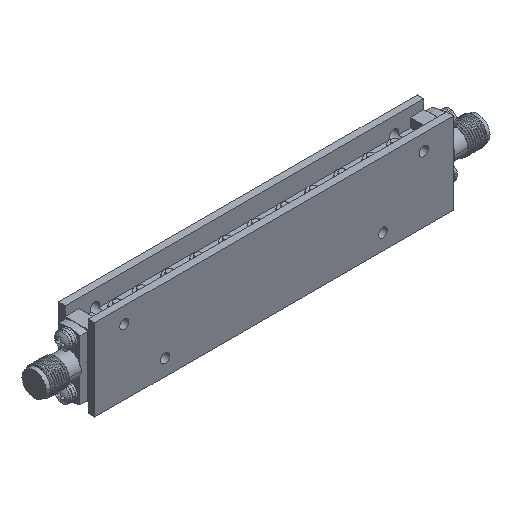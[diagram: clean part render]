
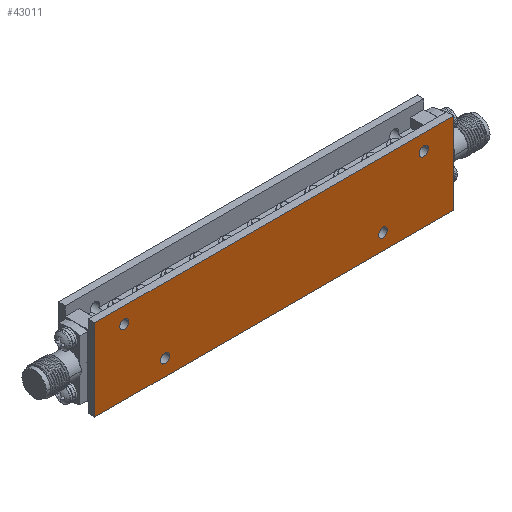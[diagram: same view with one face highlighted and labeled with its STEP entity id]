
A CAD part, isometric view. The second image highlights one B-rep face of the part: STEP entity #43011.
In plain terms, the highlighted planar face has unit normal (0, -1, 0).
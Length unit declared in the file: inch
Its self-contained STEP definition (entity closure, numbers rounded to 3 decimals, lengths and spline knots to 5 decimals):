
#282 = ORIENTED_EDGE ( 'NONE', *, *, #18974, .T. ) ;
#566 = CIRCLE ( 'NONE', #39789, 0.03937 ) ;
#734 = DIRECTION ( 'NONE',  ( 0., -1., 0. ) ) ;
#2270 = CARTESIAN_POINT ( 'NONE',  ( 1.55512, -0.15748, 0.35433 ) ) ;
#2406 = AXIS2_PLACEMENT_3D ( 'NONE', #7579, #21726, #14525 ) ;
#2655 = PLANE ( 'NONE',  #7879 ) ;
#2758 = ORIENTED_EDGE ( 'NONE', *, *, #18829, .T. ) ;
#2892 = FACE_BOUND ( 'NONE', #33337, .T. ) ;
#3122 = FACE_OUTER_BOUND ( 'NONE', #26621, .T. ) ;
#4177 = AXIS2_PLACEMENT_3D ( 'NONE', #26761, #31090, #33923 ) ;
#4661 = EDGE_CURVE ( 'NONE', #11292, #24528, #34469, .T. ) ;
#5252 = VERTEX_POINT ( 'NONE', #2270 ) ;
#5742 = DIRECTION ( 'NONE',  ( 0., 0., -1. ) ) ;
#6530 = VERTEX_POINT ( 'NONE', #41936 ) ;
#6605 = DIRECTION ( 'NONE',  ( 1., 0., 0. ) ) ;
#6608 = EDGE_CURVE ( 'NONE', #23457, #44921, #23956, .T. ) ;
#7579 = CARTESIAN_POINT ( 'NONE',  ( -1.29921, -0.15748, 0.21654 ) ) ;
#7666 = ORIENTED_EDGE ( 'NONE', *, *, #35711, .T. ) ;
#7827 = EDGE_CURVE ( 'NONE', #6530, #33794, #35167, .T. ) ;
#7879 = AXIS2_PLACEMENT_3D ( 'NONE', #9615, #24266, #6605 ) ;
#8430 = LINE ( 'NONE', #16083, #13623 ) ;
#9147 = CARTESIAN_POINT ( 'NONE',  ( -1.33858, -0.15748, 0.21654 ) ) ;
#9157 = DIRECTION ( 'NONE',  ( 1., 0., 0. ) ) ;
#9300 = VERTEX_POINT ( 'NONE', #40078 ) ;
#9615 = CARTESIAN_POINT ( 'NONE',  ( 0., -0.15748, 0. ) ) ;
#9854 = FACE_BOUND ( 'NONE', #23069, .T. ) ;
#9857 = CARTESIAN_POINT ( 'NONE',  ( 1.33858, -0.15748, 0.21654 ) ) ;
#9925 = VECTOR ( 'NONE', #41612, 39.37008 ) ;
#9928 = DIRECTION ( 'NONE',  ( 0., -1., 0. ) ) ;
#11292 = VERTEX_POINT ( 'NONE', #25926 ) ;
#11734 = DIRECTION ( 'NONE',  ( -1., 0., 0. ) ) ;
#11905 = LINE ( 'NONE', #12600, #18119 ) ;
#12600 = CARTESIAN_POINT ( 'NONE',  ( -1.55512, -0.15748, -0.35433 ) ) ;
#12836 = DIRECTION ( 'NONE',  ( -1., 0., 0. ) ) ;
#13552 = LINE ( 'NONE', #38592, #9925 ) ;
#13623 = VECTOR ( 'NONE', #12836, 39.37008 ) ;
#13629 = CARTESIAN_POINT ( 'NONE',  ( 1.29921, -0.15748, 0.21654 ) ) ;
#13653 = DIRECTION ( 'NONE',  ( 0., -1., 0. ) ) ;
#14477 = AXIS2_PLACEMENT_3D ( 'NONE', #43939, #39983, #26332 ) ;
#14525 = DIRECTION ( 'NONE',  ( 1., 0., 0. ) ) ;
#14938 = EDGE_CURVE ( 'NONE', #33794, #6530, #566, .T. ) ;
#15255 = EDGE_LOOP ( 'NONE', ( #17366, #24963 ) ) ;
#15652 = ORIENTED_EDGE ( 'NONE', *, *, #22122, .T. ) ;
#16083 = CARTESIAN_POINT ( 'NONE',  ( 1.55512, -0.15748, 0.35433 ) ) ;
#16948 = AXIS2_PLACEMENT_3D ( 'NONE', #33300, #44653, #9157 ) ;
#16995 = CARTESIAN_POINT ( 'NONE',  ( 0.94488, -0.15748, -0.21654 ) ) ;
#17366 = ORIENTED_EDGE ( 'NONE', *, *, #6608, .F. ) ;
#18119 = VECTOR ( 'NONE', #37170, 39.37008 ) ;
#18227 = AXIS2_PLACEMENT_3D ( 'NONE', #16995, #734, #40149 ) ;
#18284 = CARTESIAN_POINT ( 'NONE',  ( -1.25984, -0.15748, 0.21654 ) ) ;
#18712 = DIRECTION ( 'NONE',  ( 0., -1., 0. ) ) ;
#18829 = EDGE_CURVE ( 'NONE', #32378, #5252, #13552, .T. ) ;
#18974 = EDGE_CURVE ( 'NONE', #5252, #9300, #8430, .T. ) ;
#19898 = LINE ( 'NONE', #38410, #37432 ) ;
#21710 = AXIS2_PLACEMENT_3D ( 'NONE', #45433, #13653, #38468 ) ;
#21726 = DIRECTION ( 'NONE',  ( 0., -1., 0. ) ) ;
#22122 = EDGE_CURVE ( 'NONE', #29683, #32378, #11905, .T. ) ;
#23069 = EDGE_LOOP ( 'NONE', ( #44579, #28991 ) ) ;
#23457 = VERTEX_POINT ( 'NONE', #9147 ) ;
#23956 = CIRCLE ( 'NONE', #21710, 0.03937 ) ;
#24266 = DIRECTION ( 'NONE',  ( 0., -1., 0. ) ) ;
#24528 = VERTEX_POINT ( 'NONE', #31498 ) ;
#24823 = AXIS2_PLACEMENT_3D ( 'NONE', #32812, #18712, #11734 ) ;
#24963 = ORIENTED_EDGE ( 'NONE', *, *, #32689, .F. ) ;
#25926 = CARTESIAN_POINT ( 'NONE',  ( 0.98425, -0.15748, -0.21654 ) ) ;
#26332 = DIRECTION ( 'NONE',  ( 1., 0., 0. ) ) ;
#26458 = ORIENTED_EDGE ( 'NONE', *, *, #4661, .F. ) ;
#26616 = EDGE_CURVE ( 'NONE', #24528, #11292, #31532, .T. ) ;
#26621 = EDGE_LOOP ( 'NONE', ( #282, #7666, #15652, #2758 ) ) ;
#26761 = CARTESIAN_POINT ( 'NONE',  ( -0.94488, -0.15748, -0.21654 ) ) ;
#27170 = CIRCLE ( 'NONE', #4177, 0.03937 ) ;
#27802 = DIRECTION ( 'NONE',  ( 1., 0., 0. ) ) ;
#28877 = ORIENTED_EDGE ( 'NONE', *, *, #26616, .F. ) ;
#28991 = ORIENTED_EDGE ( 'NONE', *, *, #14938, .F. ) ;
#29683 = VERTEX_POINT ( 'NONE', #45225 ) ;
#31090 = DIRECTION ( 'NONE',  ( 0., -1., 0. ) ) ;
#31206 = VERTEX_POINT ( 'NONE', #32011 ) ;
#31498 = CARTESIAN_POINT ( 'NONE',  ( 0.90551, -0.15748, -0.21654 ) ) ;
#31532 = CIRCLE ( 'NONE', #18227, 0.03937 ) ;
#31758 = ORIENTED_EDGE ( 'NONE', *, *, #38734, .F. ) ;
#32011 = CARTESIAN_POINT ( 'NONE',  ( -0.98425, -0.15748, -0.21654 ) ) ;
#32378 = VERTEX_POINT ( 'NONE', #40818 ) ;
#32689 = EDGE_CURVE ( 'NONE', #44921, #23457, #34252, .T. ) ;
#32812 = CARTESIAN_POINT ( 'NONE',  ( 1.29921, -0.15748, 0.21654 ) ) ;
#33300 = CARTESIAN_POINT ( 'NONE',  ( -0.94488, -0.15748, -0.21654 ) ) ;
#33337 = EDGE_LOOP ( 'NONE', ( #34288, #31758 ) ) ;
#33794 = VERTEX_POINT ( 'NONE', #9857 ) ;
#33923 = DIRECTION ( 'NONE',  ( -1., 0., 0. ) ) ;
#34252 = CIRCLE ( 'NONE', #2406, 0.03937 ) ;
#34288 = ORIENTED_EDGE ( 'NONE', *, *, #36501, .F. ) ;
#34469 = CIRCLE ( 'NONE', #14477, 0.03937 ) ;
#34891 = FACE_BOUND ( 'NONE', #35700, .T. ) ;
#35167 = CIRCLE ( 'NONE', #24823, 0.03937 ) ;
#35700 = EDGE_LOOP ( 'NONE', ( #28877, #26458 ) ) ;
#35711 = EDGE_CURVE ( 'NONE', #9300, #29683, #19898, .T. ) ;
#36501 = EDGE_CURVE ( 'NONE', #31206, #42899, #27170, .T. ) ;
#37170 = DIRECTION ( 'NONE',  ( 1., 0., 0. ) ) ;
#37432 = VECTOR ( 'NONE', #5742, 39.37008 ) ;
#38369 = FACE_BOUND ( 'NONE', #15255, .T. ) ;
#38410 = CARTESIAN_POINT ( 'NONE',  ( -1.55512, -0.15748, 0.35433 ) ) ;
#38468 = DIRECTION ( 'NONE',  ( -1., 0., 0. ) ) ;
#38592 = CARTESIAN_POINT ( 'NONE',  ( 1.55512, -0.15748, -0.35433 ) ) ;
#38734 = EDGE_CURVE ( 'NONE', #42899, #31206, #39875, .T. ) ;
#39789 = AXIS2_PLACEMENT_3D ( 'NONE', #13629, #9928, #27802 ) ;
#39875 = CIRCLE ( 'NONE', #16948, 0.03937 ) ;
#39983 = DIRECTION ( 'NONE',  ( 0., -1., 0. ) ) ;
#40078 = CARTESIAN_POINT ( 'NONE',  ( -1.55512, -0.15748, 0.35433 ) ) ;
#40149 = DIRECTION ( 'NONE',  ( -1., 0., 0. ) ) ;
#40818 = CARTESIAN_POINT ( 'NONE',  ( 1.55512, -0.15748, -0.35433 ) ) ;
#41166 = CARTESIAN_POINT ( 'NONE',  ( -0.90551, -0.15748, -0.21654 ) ) ;
#41612 = DIRECTION ( 'NONE',  ( 0., 0., 1. ) ) ;
#41936 = CARTESIAN_POINT ( 'NONE',  ( 1.25984, -0.15748, 0.21654 ) ) ;
#42899 = VERTEX_POINT ( 'NONE', #41166 ) ;
#43011 = ADVANCED_FACE ( 'NONE', ( #2892, #34891, #9854, #38369, #3122 ), #2655, .T. ) ;
#43939 = CARTESIAN_POINT ( 'NONE',  ( 0.94488, -0.15748, -0.21654 ) ) ;
#44579 = ORIENTED_EDGE ( 'NONE', *, *, #7827, .F. ) ;
#44653 = DIRECTION ( 'NONE',  ( 0., -1., 0. ) ) ;
#44921 = VERTEX_POINT ( 'NONE', #18284 ) ;
#45225 = CARTESIAN_POINT ( 'NONE',  ( -1.55512, -0.15748, -0.35433 ) ) ;
#45433 = CARTESIAN_POINT ( 'NONE',  ( -1.29921, -0.15748, 0.21654 ) ) ;
